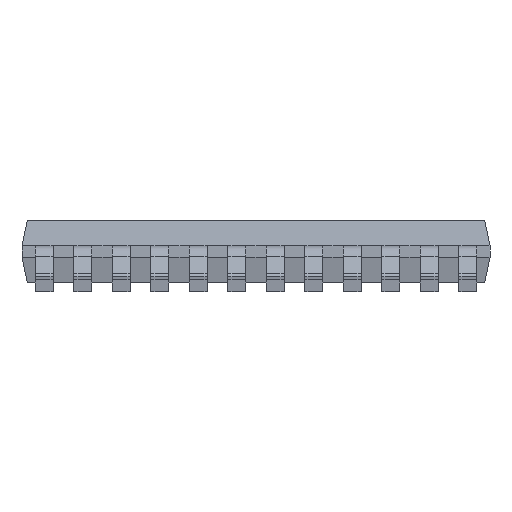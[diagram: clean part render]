
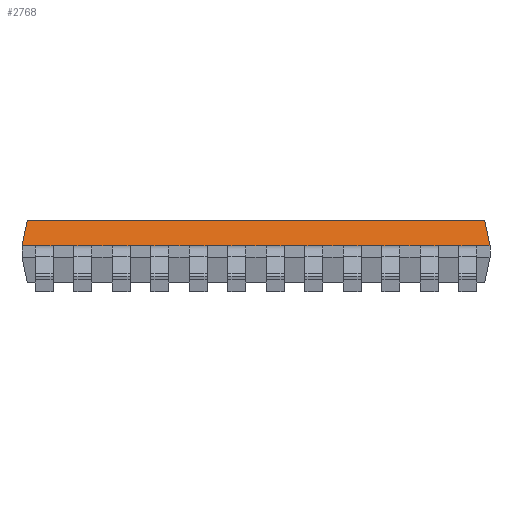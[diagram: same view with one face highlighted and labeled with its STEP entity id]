
A CAD part, front view. The second image highlights one B-rep face of the part: STEP entity #2768.
In plain terms, the highlighted planar face has unit normal (0, -0.978, 0.208).
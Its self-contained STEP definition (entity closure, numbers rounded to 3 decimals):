
#748 = VERTEX_POINT('',#749);
#749 = CARTESIAN_POINT('',(-3.86,-2.16,1.2));
#755 = EDGE_CURVE('',#748,#756,#758,.T.);
#756 = VERTEX_POINT('',#757);
#757 = CARTESIAN_POINT('',(3.86,-2.16,1.2));
#758 = LINE('',#759,#760);
#759 = CARTESIAN_POINT('',(-3.95,-2.16,1.2));
#760 = VECTOR('',#761,1.);
#761 = DIRECTION('',(1.,0.,0.));
#1772 = VERTEX_POINT('',#1773);
#1773 = CARTESIAN_POINT('',(-3.725,-2.25,0.775));
#1779 = EDGE_CURVE('',#1772,#1780,#1782,.T.);
#1780 = VERTEX_POINT('',#1781);
#1781 = CARTESIAN_POINT('',(-3.95,-2.25,0.775));
#1782 = LINE('',#1783,#1784);
#1783 = CARTESIAN_POINT('',(3.95,-2.25,0.775));
#1784 = VECTOR('',#1785,1.);
#1785 = DIRECTION('',(-1.,0.,0.));
#1809 = EDGE_CURVE('',#1810,#1812,#1814,.T.);
#1810 = VERTEX_POINT('',#1811);
#1811 = CARTESIAN_POINT('',(-3.075,-2.25,0.775));
#1812 = VERTEX_POINT('',#1813);
#1813 = CARTESIAN_POINT('',(-3.425,-2.25,0.775));
#1814 = LINE('',#1815,#1816);
#1815 = CARTESIAN_POINT('',(3.95,-2.25,0.775));
#1816 = VECTOR('',#1817,1.);
#1817 = DIRECTION('',(-1.,0.,0.));
#1849 = EDGE_CURVE('',#1850,#1852,#1854,.T.);
#1850 = VERTEX_POINT('',#1851);
#1851 = CARTESIAN_POINT('',(-2.425,-2.25,0.775));
#1852 = VERTEX_POINT('',#1853);
#1853 = CARTESIAN_POINT('',(-2.775,-2.25,0.775));
#1854 = LINE('',#1855,#1856);
#1855 = CARTESIAN_POINT('',(3.95,-2.25,0.775));
#1856 = VECTOR('',#1857,1.);
#1857 = DIRECTION('',(-1.,0.,0.));
#1889 = EDGE_CURVE('',#1890,#1892,#1894,.T.);
#1890 = VERTEX_POINT('',#1891);
#1891 = CARTESIAN_POINT('',(-1.775,-2.25,0.775));
#1892 = VERTEX_POINT('',#1893);
#1893 = CARTESIAN_POINT('',(-2.125,-2.25,0.775));
#1894 = LINE('',#1895,#1896);
#1895 = CARTESIAN_POINT('',(3.95,-2.25,0.775));
#1896 = VECTOR('',#1897,1.);
#1897 = DIRECTION('',(-1.,0.,0.));
#1929 = EDGE_CURVE('',#1930,#1932,#1934,.T.);
#1930 = VERTEX_POINT('',#1931);
#1931 = CARTESIAN_POINT('',(-1.125,-2.25,0.775));
#1932 = VERTEX_POINT('',#1933);
#1933 = CARTESIAN_POINT('',(-1.475,-2.25,0.775));
#1934 = LINE('',#1935,#1936);
#1935 = CARTESIAN_POINT('',(3.95,-2.25,0.775));
#1936 = VECTOR('',#1937,1.);
#1937 = DIRECTION('',(-1.,0.,0.));
#1969 = EDGE_CURVE('',#1970,#1972,#1974,.T.);
#1970 = VERTEX_POINT('',#1971);
#1971 = CARTESIAN_POINT('',(-0.475,-2.25,0.775));
#1972 = VERTEX_POINT('',#1973);
#1973 = CARTESIAN_POINT('',(-0.825,-2.25,0.775));
#1974 = LINE('',#1975,#1976);
#1975 = CARTESIAN_POINT('',(3.95,-2.25,0.775));
#1976 = VECTOR('',#1977,1.);
#1977 = DIRECTION('',(-1.,0.,0.));
#2012 = VERTEX_POINT('',#2013);
#2013 = CARTESIAN_POINT('',(3.425,-2.25,0.775));
#2019 = EDGE_CURVE('',#2012,#2020,#2022,.T.);
#2020 = VERTEX_POINT('',#2021);
#2021 = CARTESIAN_POINT('',(3.075,-2.25,0.775));
#2022 = LINE('',#2023,#2024);
#2023 = CARTESIAN_POINT('',(3.95,-2.25,0.775));
#2024 = VECTOR('',#2025,1.);
#2025 = DIRECTION('',(-1.,0.,0.));
#2052 = VERTEX_POINT('',#2053);
#2053 = CARTESIAN_POINT('',(2.775,-2.25,0.775));
#2059 = EDGE_CURVE('',#2052,#2060,#2062,.T.);
#2060 = VERTEX_POINT('',#2061);
#2061 = CARTESIAN_POINT('',(2.425,-2.25,0.775));
#2062 = LINE('',#2063,#2064);
#2063 = CARTESIAN_POINT('',(3.95,-2.25,0.775));
#2064 = VECTOR('',#2065,1.);
#2065 = DIRECTION('',(-1.,0.,0.));
#2092 = VERTEX_POINT('',#2093);
#2093 = CARTESIAN_POINT('',(2.125,-2.25,0.775));
#2099 = EDGE_CURVE('',#2092,#2100,#2102,.T.);
#2100 = VERTEX_POINT('',#2101);
#2101 = CARTESIAN_POINT('',(1.775,-2.25,0.775));
#2102 = LINE('',#2103,#2104);
#2103 = CARTESIAN_POINT('',(3.95,-2.25,0.775));
#2104 = VECTOR('',#2105,1.);
#2105 = DIRECTION('',(-1.,0.,0.));
#2132 = VERTEX_POINT('',#2133);
#2133 = CARTESIAN_POINT('',(1.475,-2.25,0.775));
#2139 = EDGE_CURVE('',#2132,#2140,#2142,.T.);
#2140 = VERTEX_POINT('',#2141);
#2141 = CARTESIAN_POINT('',(1.125,-2.25,0.775));
#2142 = LINE('',#2143,#2144);
#2143 = CARTESIAN_POINT('',(3.95,-2.25,0.775));
#2144 = VECTOR('',#2145,1.);
#2145 = DIRECTION('',(-1.,0.,0.));
#2172 = VERTEX_POINT('',#2173);
#2173 = CARTESIAN_POINT('',(0.825,-2.25,0.775));
#2179 = EDGE_CURVE('',#2172,#2180,#2182,.T.);
#2180 = VERTEX_POINT('',#2181);
#2181 = CARTESIAN_POINT('',(0.475,-2.25,0.775));
#2182 = LINE('',#2183,#2184);
#2183 = CARTESIAN_POINT('',(3.95,-2.25,0.775));
#2184 = VECTOR('',#2185,1.);
#2185 = DIRECTION('',(-1.,0.,0.));
#2209 = EDGE_CURVE('',#2210,#2212,#2214,.T.);
#2210 = VERTEX_POINT('',#2211);
#2211 = CARTESIAN_POINT('',(3.95,-2.25,0.775));
#2212 = VERTEX_POINT('',#2213);
#2213 = CARTESIAN_POINT('',(3.725,-2.25,0.775));
#2214 = LINE('',#2215,#2216);
#2215 = CARTESIAN_POINT('',(3.95,-2.25,0.775));
#2216 = VECTOR('',#2217,1.);
#2217 = DIRECTION('',(-1.,0.,0.));
#2249 = EDGE_CURVE('',#2250,#2252,#2254,.T.);
#2250 = VERTEX_POINT('',#2251);
#2251 = CARTESIAN_POINT('',(0.175,-2.25,0.775));
#2252 = VERTEX_POINT('',#2253);
#2253 = CARTESIAN_POINT('',(-0.175,-2.25,0.775));
#2254 = LINE('',#2255,#2256);
#2255 = CARTESIAN_POINT('',(3.95,-2.25,0.775));
#2256 = VECTOR('',#2257,1.);
#2257 = DIRECTION('',(-1.,0.,0.));
#2649 = EDGE_CURVE('',#2210,#756,#2650,.T.);
#2650 = LINE('',#2651,#2652);
#2651 = CARTESIAN_POINT('',(3.536,-1.836,
    2.722));
#2652 = VECTOR('',#2653,1.);
#2653 = DIRECTION('',(-0.204,0.204,0.958));
#2768 = ADVANCED_FACE('',(#2769),#2864,.F.);
#2769 = FACE_BOUND('',#2770,.T.);
#2770 = EDGE_LOOP('',(#2771,#2772,#2773,#2779,#2780,#2786,#2787,#2793,
    #2794,#2800,#2801,#2807,#2808,#2814,#2815,#2821,#2822,#2828,#2829,
    #2835,#2836,#2842,#2843,#2849,#2850,#2856,#2857,#2863));
#2771 = ORIENTED_EDGE('',*,*,#2649,.T.);
#2772 = ORIENTED_EDGE('',*,*,#755,.F.);
#2773 = ORIENTED_EDGE('',*,*,#2774,.F.);
#2774 = EDGE_CURVE('',#1780,#748,#2775,.T.);
#2775 = LINE('',#2776,#2777);
#2776 = CARTESIAN_POINT('',(-3.863,-2.163,
    1.182));
#2777 = VECTOR('',#2778,1.);
#2778 = DIRECTION('',(0.204,0.204,0.958));
#2779 = ORIENTED_EDGE('',*,*,#1779,.F.);
#2780 = ORIENTED_EDGE('',*,*,#2781,.T.);
#2781 = EDGE_CURVE('',#1772,#1812,#2782,.T.);
#2782 = LINE('',#2783,#2784);
#2783 = CARTESIAN_POINT('',(-3.725,-2.25,0.775));
#2784 = VECTOR('',#2785,1.);
#2785 = DIRECTION('',(1.,0.,0.));
#2786 = ORIENTED_EDGE('',*,*,#1809,.F.);
#2787 = ORIENTED_EDGE('',*,*,#2788,.T.);
#2788 = EDGE_CURVE('',#1810,#1852,#2789,.T.);
#2789 = LINE('',#2790,#2791);
#2790 = CARTESIAN_POINT('',(-3.075,-2.25,0.775));
#2791 = VECTOR('',#2792,1.);
#2792 = DIRECTION('',(1.,0.,0.));
#2793 = ORIENTED_EDGE('',*,*,#1849,.F.);
#2794 = ORIENTED_EDGE('',*,*,#2795,.T.);
#2795 = EDGE_CURVE('',#1850,#1892,#2796,.T.);
#2796 = LINE('',#2797,#2798);
#2797 = CARTESIAN_POINT('',(-2.425,-2.25,0.775));
#2798 = VECTOR('',#2799,1.);
#2799 = DIRECTION('',(1.,0.,0.));
#2800 = ORIENTED_EDGE('',*,*,#1889,.F.);
#2801 = ORIENTED_EDGE('',*,*,#2802,.T.);
#2802 = EDGE_CURVE('',#1890,#1932,#2803,.T.);
#2803 = LINE('',#2804,#2805);
#2804 = CARTESIAN_POINT('',(-1.775,-2.25,0.775));
#2805 = VECTOR('',#2806,1.);
#2806 = DIRECTION('',(1.,0.,0.));
#2807 = ORIENTED_EDGE('',*,*,#1929,.F.);
#2808 = ORIENTED_EDGE('',*,*,#2809,.T.);
#2809 = EDGE_CURVE('',#1930,#1972,#2810,.T.);
#2810 = LINE('',#2811,#2812);
#2811 = CARTESIAN_POINT('',(-1.125,-2.25,0.775));
#2812 = VECTOR('',#2813,1.);
#2813 = DIRECTION('',(1.,0.,0.));
#2814 = ORIENTED_EDGE('',*,*,#1969,.F.);
#2815 = ORIENTED_EDGE('',*,*,#2816,.T.);
#2816 = EDGE_CURVE('',#1970,#2252,#2817,.T.);
#2817 = LINE('',#2818,#2819);
#2818 = CARTESIAN_POINT('',(-0.475,-2.25,0.775));
#2819 = VECTOR('',#2820,1.);
#2820 = DIRECTION('',(1.,0.,0.));
#2821 = ORIENTED_EDGE('',*,*,#2249,.F.);
#2822 = ORIENTED_EDGE('',*,*,#2823,.T.);
#2823 = EDGE_CURVE('',#2250,#2180,#2824,.T.);
#2824 = LINE('',#2825,#2826);
#2825 = CARTESIAN_POINT('',(0.175,-2.25,0.775));
#2826 = VECTOR('',#2827,1.);
#2827 = DIRECTION('',(1.,0.,0.));
#2828 = ORIENTED_EDGE('',*,*,#2179,.F.);
#2829 = ORIENTED_EDGE('',*,*,#2830,.T.);
#2830 = EDGE_CURVE('',#2172,#2140,#2831,.T.);
#2831 = LINE('',#2832,#2833);
#2832 = CARTESIAN_POINT('',(0.825,-2.25,0.775));
#2833 = VECTOR('',#2834,1.);
#2834 = DIRECTION('',(1.,0.,0.));
#2835 = ORIENTED_EDGE('',*,*,#2139,.F.);
#2836 = ORIENTED_EDGE('',*,*,#2837,.T.);
#2837 = EDGE_CURVE('',#2132,#2100,#2838,.T.);
#2838 = LINE('',#2839,#2840);
#2839 = CARTESIAN_POINT('',(1.475,-2.25,0.775));
#2840 = VECTOR('',#2841,1.);
#2841 = DIRECTION('',(1.,0.,0.));
#2842 = ORIENTED_EDGE('',*,*,#2099,.F.);
#2843 = ORIENTED_EDGE('',*,*,#2844,.T.);
#2844 = EDGE_CURVE('',#2092,#2060,#2845,.T.);
#2845 = LINE('',#2846,#2847);
#2846 = CARTESIAN_POINT('',(2.125,-2.25,0.775));
#2847 = VECTOR('',#2848,1.);
#2848 = DIRECTION('',(1.,0.,0.));
#2849 = ORIENTED_EDGE('',*,*,#2059,.F.);
#2850 = ORIENTED_EDGE('',*,*,#2851,.T.);
#2851 = EDGE_CURVE('',#2052,#2020,#2852,.T.);
#2852 = LINE('',#2853,#2854);
#2853 = CARTESIAN_POINT('',(2.775,-2.25,0.775));
#2854 = VECTOR('',#2855,1.);
#2855 = DIRECTION('',(1.,0.,0.));
#2856 = ORIENTED_EDGE('',*,*,#2019,.F.);
#2857 = ORIENTED_EDGE('',*,*,#2858,.T.);
#2858 = EDGE_CURVE('',#2012,#2212,#2859,.T.);
#2859 = LINE('',#2860,#2861);
#2860 = CARTESIAN_POINT('',(3.425,-2.25,0.775));
#2861 = VECTOR('',#2862,1.);
#2862 = DIRECTION('',(1.,0.,0.));
#2863 = ORIENTED_EDGE('',*,*,#2209,.F.);
#2864 = PLANE('',#2865);
#2865 = AXIS2_PLACEMENT_3D('',#2866,#2867,#2868);
#2866 = CARTESIAN_POINT('',(-3.95,-2.16,1.2));
#2867 = DIRECTION('',(0.,0.978,
    -0.208));
#2868 = DIRECTION('',(0.,0.208,0.978));
